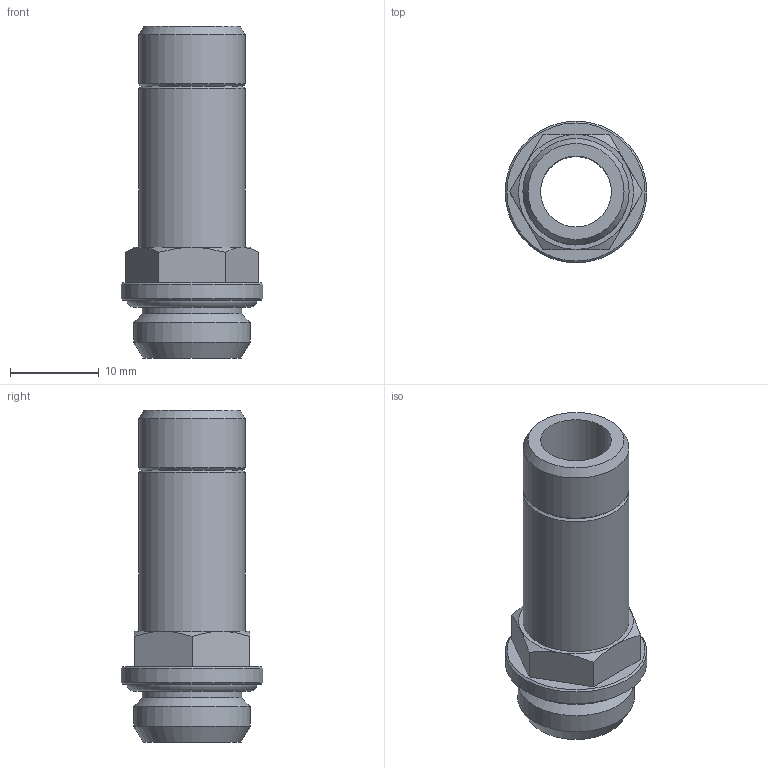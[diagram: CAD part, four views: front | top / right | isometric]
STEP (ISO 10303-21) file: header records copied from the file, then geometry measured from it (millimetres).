
FILE_DESCRIPTION(( 'MA.38.12.14.stp' ), '1');
FILE_NAME( 'MA.38.12.14.stp', '2018-10-04T11:56:52',( 'Sopra'),('sopra-pneumatic.com'), 'SwSTEP 2.0','SolidWorks 2009','' );
FILE_SCHEMA (('AUTOMOTIVE_DESIGN { 1 0 10303 214 1 1 1 1 }'));
Length unit declared in the file: millimetre
Products named in the file (3): Root; OR 11.11X1.78; 200620
Assembly tree (2 placements, depth 2):
  Root
    OR 11.11X1.78
    200620
Bounding box: 16 x 16 x 37.5 mm (x, y, z)
Volume: 2719.4 mm3; surface area: 2993.2 mm2
Topology: 2 solids, 2 shells, 35 faces, 77 edges, 48 vertices
Faces by surface type: cone 14, plane 12, cylinder 6, torus 3
Full cylindrical faces by diameter (mm): 8 x1, 11.2 x1, 12 x2, 13.157 x1, 16 x1
Entity records: 1378 total; most frequent: DIRECTION 168, CARTESIAN_POINT 129, PRESENTATION_STYLE_ASSIGNMENT 104, COLOUR_RGB 104, DRAUGHTING_PRE_DEFINED_CURVE_FONT 102, CURVE_STYLE 102, OVER_RIDING_STYLED_ITEM 102, ORIENTED_EDGE 102
